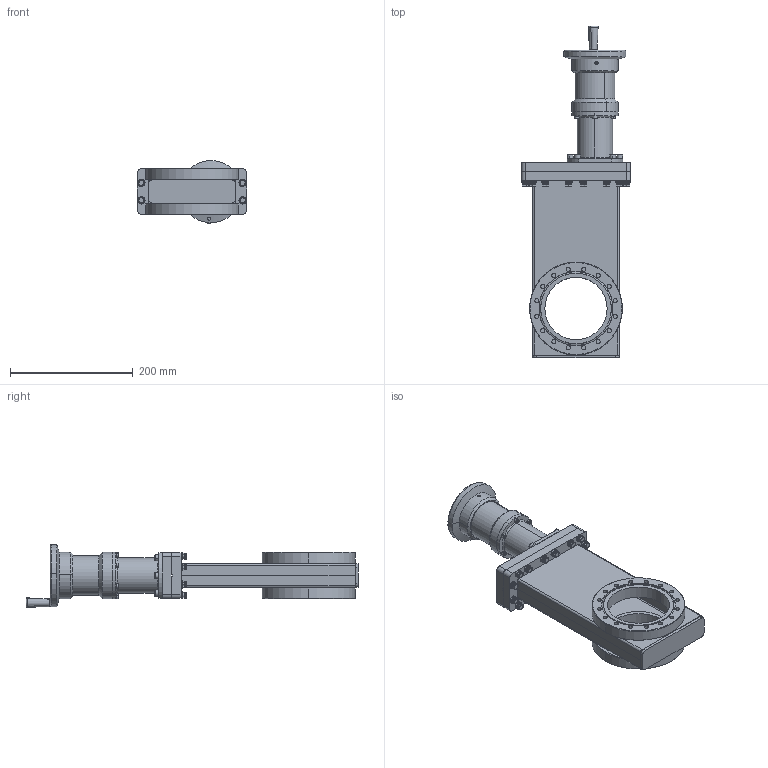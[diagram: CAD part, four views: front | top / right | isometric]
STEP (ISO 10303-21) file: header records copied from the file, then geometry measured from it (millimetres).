
FILE_DESCRIPTION (( 'STEP AP203' ), '1' );
FILE_NAME ('302016 rev B-ENVELOP.STEP', '2012-01-12T11:10:55', ( 'AES' ), ( '' ), 'SwSTEP 2.0', 'SolidWorks 2011', '' );
FILE_SCHEMA (( 'CONFIG_CONTROL_DESIGN' ));
Length unit declared in the file: inch
Products named in the file (1): 302016 rev B-ENVELOP
Bounding box: 177.8 x 541.38 x 102.48 mm (x, y, z)
Surface area: 367247.8 mm2 (no closed solid volume)
Topology: 0 solids, 55 shells, 826 faces, 2725 edges, 1894 vertices
Faces by surface type: cylinder 525, plane 166, cone 112, torus 21, bspline 2
Entity records: 34647 total; most frequent: CARTESIAN_POINT 9842, DIRECTION 5852, ORIENTED_EDGE 4478, EDGE_CURVE 2725, AXIS2_PLACEMENT_3D 2410, VERTEX_POINT 1894, CIRCLE 1585, VECTOR 1032
